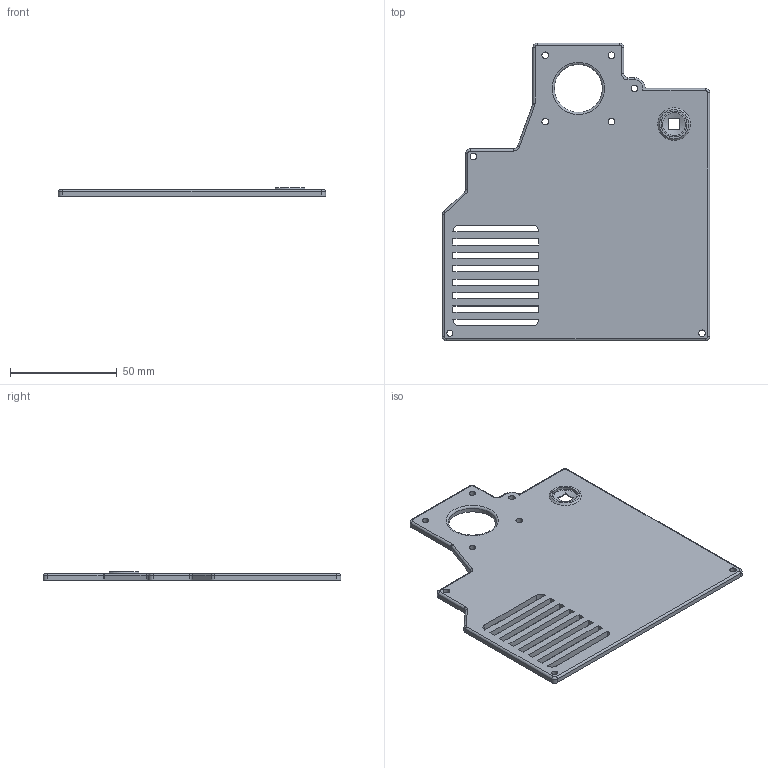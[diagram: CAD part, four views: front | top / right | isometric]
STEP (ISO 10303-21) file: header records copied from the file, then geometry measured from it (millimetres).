
FILE_DESCRIPTION(('FreeCAD Model'),'2;1');
FILE_NAME('Open CASCADE Shape Model','2025-06-07T23:31:13',(''),(''), 'Open CASCADE STEP processor 7.8','FreeCAD','Unknown');
FILE_SCHEMA(('AUTOMOTIVE_DESIGN { 1 0 10303 214 1 1 1 1 }'));
Length unit declared in the file: millimetre
Products named in the file (1): lid
Bounding box: 125 x 139.2 x 3.8 mm (x, y, z)
Volume: 38377.9 mm3; surface area: 29637.3 mm2
Topology: 1 solids, 1 shells, 111 faces, 291 edges, 187 vertices
Faces by surface type: plane 55, cylinder 41, torus 13, cone 2
Full cylindrical faces by diameter (mm): 1.9 x2, 2.879 x1, 3.1 x7, 10.2 x1, 12 x1, 22.4 x1
Entity records: 3528 total; most frequent: DIRECTION 620, CARTESIAN_POINT 604, ORIENTED_EDGE 582, EDGE_CURVE 291, AXIS2_PLACEMENT_3D 219, VERTEX_POINT 187, LINE 182, VECTOR 182
